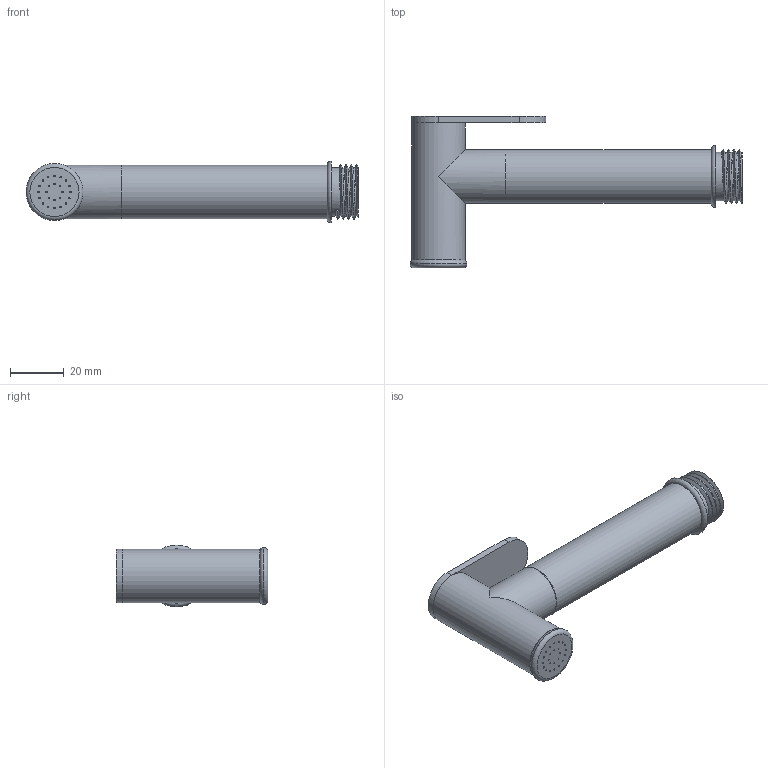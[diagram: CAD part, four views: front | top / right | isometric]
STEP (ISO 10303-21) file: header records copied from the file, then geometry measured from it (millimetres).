
FILE_DESCRIPTION (( 'STEP AP203' ), '1' );
FILE_NAME ('99-P30037.STEP', '2025-06-19T11:32:08', ( '' ), ( '' ), 'SwSTEP 2.0', 'SolidWorks 2021', '' );
FILE_SCHEMA (( 'CONFIG_CONTROL_DESIGN' ));
Length unit declared in the file: millimetre
Products named in the file (1): 99-P30037
Bounding box: 123.6 x 56.5 x 23 mm (x, y, z)
Volume: 49564.9 mm3; surface area: 15716.3 mm2
Topology: 4 solids, 4 shells, 87 faces, 150 edges, 99 vertices
Faces by surface type: plane 46, cylinder 35, torus 4, bspline 2
Full cylindrical faces by diameter (mm): 0.5 x24, 7.5 x1, 18 x3, 20 x3, 21.2 x1
Entity records: 2540 total; most frequent: CARTESIAN_POINT 980, DIRECTION 331, ORIENTED_EDGE 208, AXIS2_PLACEMENT_3D 151, EDGE_LOOP 147, FACE_OUTER_BOUND 118, EDGE_CURVE 104, VERTEX_POINT 91
